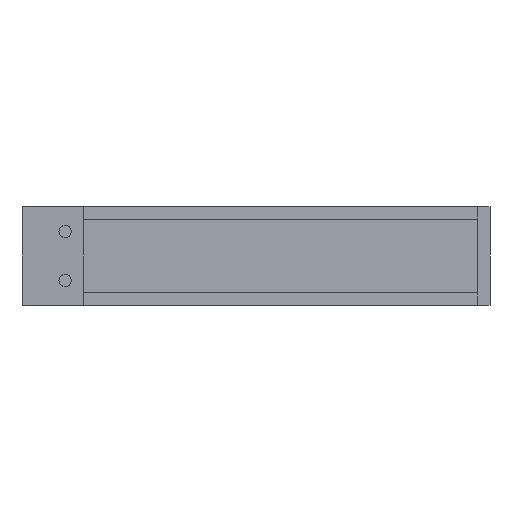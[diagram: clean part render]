
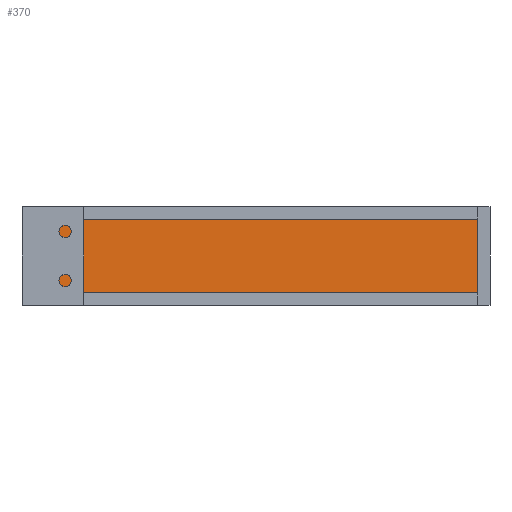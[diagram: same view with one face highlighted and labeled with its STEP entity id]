
A CAD part, left-side view. The second image highlights one B-rep face of the part: STEP entity #370.
In plain terms, the highlighted planar face has unit normal (-0.688, -0.726, 0).
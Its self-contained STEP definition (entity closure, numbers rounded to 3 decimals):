
#24=PLANE('',#400);
#44=FACE_OUTER_BOUND('',#66,.T.);
#66=EDGE_LOOP('',(#283,#284,#285,#286));
#91=LINE('',#543,#133);
#95=LINE('',#551,#137);
#96=LINE('',#553,#138);
#97=LINE('',#554,#139);
#133=VECTOR('',#447,10.);
#137=VECTOR('',#453,10.);
#138=VECTOR('',#454,10.);
#139=VECTOR('',#455,10.);
#187=VERTEX_POINT('',#541);
#188=VERTEX_POINT('',#542);
#191=VERTEX_POINT('',#550);
#192=VERTEX_POINT('',#552);
#223=EDGE_CURVE('',#187,#188,#91,.T.);
#227=EDGE_CURVE('',#187,#191,#95,.F.);
#228=EDGE_CURVE('',#191,#192,#96,.T.);
#229=EDGE_CURVE('',#188,#192,#97,.F.);
#283=ORIENTED_EDGE('',*,*,#223,.F.);
#284=ORIENTED_EDGE('',*,*,#227,.T.);
#285=ORIENTED_EDGE('',*,*,#228,.T.);
#286=ORIENTED_EDGE('',*,*,#229,.F.);
#370=ADVANCED_FACE('',(#44),#24,.F.);
#400=AXIS2_PLACEMENT_3D('',#549,#451,#452);
#447=DIRECTION('',(0.,0.,-1.));
#451=DIRECTION('center_axis',(0.688,0.725,0.));
#452=DIRECTION('ref_axis',(-0.725,0.688,0.));
#453=DIRECTION('',(0.725,-0.688,0.));
#454=DIRECTION('',(0.,0.,-1.));
#455=DIRECTION('',(0.725,-0.688,0.));
#541=CARTESIAN_POINT('',(202.735,15.,35.));
#542=CARTESIAN_POINT('',(202.735,15.,5.));
#543=CARTESIAN_POINT('',(202.735,15.,0.));
#549=CARTESIAN_POINT('Origin',(206.559,11.373,0.));
#550=CARTESIAN_POINT('',(15.,193.108,35.));
#551=CARTESIAN_POINT('',(157.775,57.655,35.));
#552=CARTESIAN_POINT('',(15.,193.108,5.));
#553=CARTESIAN_POINT('',(15.,193.108,0.));
#554=CARTESIAN_POINT('',(157.775,57.655,5.));
